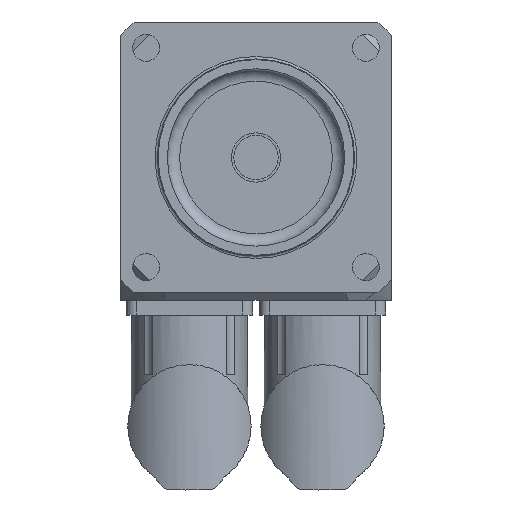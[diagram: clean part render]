
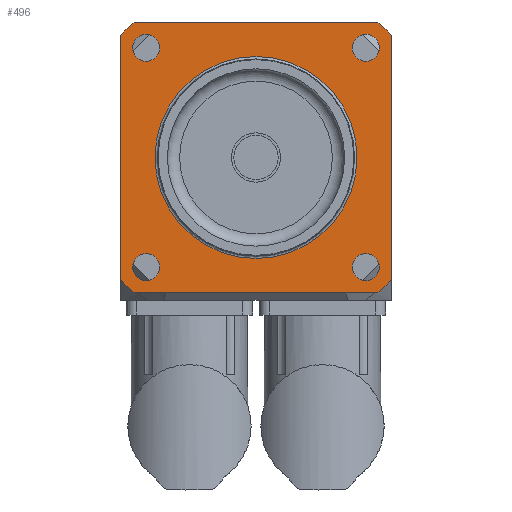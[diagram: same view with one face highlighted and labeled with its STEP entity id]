
A CAD part, front view. The second image highlights one B-rep face of the part: STEP entity #496.
In plain terms, the highlighted planar face has unit normal (0, -1, 0).
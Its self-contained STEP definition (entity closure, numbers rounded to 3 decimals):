
#107=FACE_BOUND('',#988,.T.);
#108=FACE_BOUND('',#989,.T.);
#109=FACE_BOUND('',#990,.T.);
#110=FACE_BOUND('',#991,.T.);
#111=FACE_BOUND('',#992,.T.);
#496=ADVANCED_FACE('',(#107,#108,#109,#110,#111,#776),#722,.T.);
#722=PLANE('',#4219);
#776=FACE_OUTER_BOUND('',#993,.T.);
#988=EDGE_LOOP('',(#1794));
#989=EDGE_LOOP('',(#1795));
#990=EDGE_LOOP('',(#1796));
#991=EDGE_LOOP('',(#1797));
#992=EDGE_LOOP('',(#1798));
#993=EDGE_LOOP('',(#1799,#1800,#1801,#1802,#1803,#1804,#1805,#1806));
#1260=LINE('',#5841,#1494);
#1274=LINE('',#5879,#1508);
#1282=LINE('',#5895,#1516);
#1292=LINE('',#5916,#1526);
#1494=VECTOR('',#4676,1.);
#1508=VECTOR('',#4692,1.);
#1516=VECTOR('',#4702,1.);
#1526=VECTOR('',#4714,1.);
#1794=ORIENTED_EDGE('',*,*,#3425,.T.);
#1795=ORIENTED_EDGE('',*,*,#3426,.T.);
#1796=ORIENTED_EDGE('',*,*,#3427,.T.);
#1797=ORIENTED_EDGE('',*,*,#3428,.T.);
#1798=ORIENTED_EDGE('',*,*,#3429,.T.);
#1799=ORIENTED_EDGE('',*,*,#3422,.T.);
#1800=ORIENTED_EDGE('',*,*,#3396,.T.);
#1801=ORIENTED_EDGE('',*,*,#3420,.T.);
#1802=ORIENTED_EDGE('',*,*,#3406,.T.);
#1803=ORIENTED_EDGE('',*,*,#3418,.T.);
#1804=ORIENTED_EDGE('',*,*,#3372,.T.);
#1805=ORIENTED_EDGE('',*,*,#3424,.T.);
#1806=ORIENTED_EDGE('',*,*,#3388,.F.);
#2954=VERTEX_POINT('',#5840);
#2955=VERTEX_POINT('',#5842);
#2969=VERTEX_POINT('',#5878);
#2970=VERTEX_POINT('',#5880);
#2976=VERTEX_POINT('',#5894);
#2977=VERTEX_POINT('',#5896);
#2986=VERTEX_POINT('',#5915);
#2987=VERTEX_POINT('',#5917);
#2997=VERTEX_POINT('',#5957);
#2998=VERTEX_POINT('',#5959);
#2999=VERTEX_POINT('',#5961);
#3000=VERTEX_POINT('',#5963);
#3001=VERTEX_POINT('',#5965);
#3372=EDGE_CURVE('',#2955,#2954,#1260,.T.);
#3388=EDGE_CURVE('',#2969,#2970,#1274,.T.);
#3396=EDGE_CURVE('',#2977,#2976,#1282,.T.);
#3406=EDGE_CURVE('',#2987,#2986,#1292,.T.);
#3418=EDGE_CURVE('',#2986,#2955,#3972,.T.);
#3420=EDGE_CURVE('',#2976,#2987,#3974,.T.);
#3422=EDGE_CURVE('',#2969,#2977,#3976,.T.);
#3424=EDGE_CURVE('',#2954,#2970,#3978,.T.);
#3425=EDGE_CURVE('',#2997,#2997,#3979,.T.);
#3426=EDGE_CURVE('',#2998,#2998,#3980,.T.);
#3427=EDGE_CURVE('',#2999,#2999,#3981,.T.);
#3428=EDGE_CURVE('',#3000,#3000,#3982,.T.);
#3429=EDGE_CURVE('',#3001,#3001,#3983,.T.);
#3972=CIRCLE('',#4203,37.);
#3974=CIRCLE('',#4206,37.);
#3976=CIRCLE('',#4209,37.);
#3978=CIRCLE('',#4212,37.);
#3979=CIRCLE('',#4214,2.75);
#3980=CIRCLE('',#4215,2.75);
#3981=CIRCLE('',#4216,2.75);
#3982=CIRCLE('',#4217,2.75);
#3983=CIRCLE('',#4218,20.5);
#4203=AXIS2_PLACEMENT_3D('',#5945,#4727,#4728);
#4206=AXIS2_PLACEMENT_3D('',#5948,#4733,#4734);
#4209=AXIS2_PLACEMENT_3D('',#5951,#4739,#4740);
#4212=AXIS2_PLACEMENT_3D('',#5954,#4745,#4746);
#4214=AXIS2_PLACEMENT_3D('',#5956,#4749,#4750);
#4215=AXIS2_PLACEMENT_3D('',#5958,#4751,#4752);
#4216=AXIS2_PLACEMENT_3D('',#5960,#4753,#4754);
#4217=AXIS2_PLACEMENT_3D('',#5962,#4755,#4756);
#4218=AXIS2_PLACEMENT_3D('',#5964,#4757,#4758);
#4219=AXIS2_PLACEMENT_3D('',#5966,#4759,#4760);
#4676=DIRECTION('',(-1.,0.,0.));
#4692=DIRECTION('',(0.,0.,1.));
#4702=DIRECTION('',(1.,0.,0.));
#4714=DIRECTION('',(0.,0.,1.));
#4727=DIRECTION('',(0.,-1.,0.));
#4728=DIRECTION('',(-1.,0.,0.));
#4733=DIRECTION('',(0.,-1.,0.));
#4734=DIRECTION('',(-1.,0.,0.));
#4739=DIRECTION('',(0.,-1.,0.));
#4740=DIRECTION('',(-1.,0.,0.));
#4745=DIRECTION('',(0.,-1.,0.));
#4746=DIRECTION('',(-1.,0.,0.));
#4749=DIRECTION('',(0.,1.,0.));
#4750=DIRECTION('',(-1.,0.,0.));
#4751=DIRECTION('',(0.,1.,0.));
#4752=DIRECTION('',(0.,0.,-1.));
#4753=DIRECTION('',(0.,1.,0.));
#4754=DIRECTION('',(1.,0.,0.));
#4755=DIRECTION('',(0.,1.,0.));
#4756=DIRECTION('',(0.,0.,1.));
#4757=DIRECTION('',(0.,1.,0.));
#4758=DIRECTION('',(0.,0.,-1.));
#4759=DIRECTION('',(0.,-1.,0.));
#4760=DIRECTION('',(0.,0.,-1.));
#5840=CARTESIAN_POINT('',(-32.254,-0.5,20.));
#5841=CARTESIAN_POINT('',(-7.5,-0.5,20.));
#5842=CARTESIAN_POINT('',(17.254,-0.5,20.));
#5878=CARTESIAN_POINT('',(-35.,-0.5,-32.254));
#5879=CARTESIAN_POINT('',(-35.,-0.5,-35.));
#5880=CARTESIAN_POINT('',(-35.,-0.5,17.254));
#5894=CARTESIAN_POINT('',(17.254,-0.5,-35.));
#5895=CARTESIAN_POINT('',(-7.5,-0.5,-35.));
#5896=CARTESIAN_POINT('',(-32.254,-0.5,-35.));
#5915=CARTESIAN_POINT('',(20.,-0.5,17.254));
#5916=CARTESIAN_POINT('',(20.,-0.5,-35.));
#5917=CARTESIAN_POINT('',(20.,-0.5,-32.254));
#5945=CARTESIAN_POINT('',(-7.5,-0.5,-7.5));
#5948=CARTESIAN_POINT('',(-7.5,-0.5,-7.5));
#5951=CARTESIAN_POINT('',(-7.5,-0.5,-7.5));
#5954=CARTESIAN_POINT('',(-7.5,-0.5,-7.5));
#5956=CARTESIAN_POINT('',(-29.774,-0.5,-29.774));
#5957=CARTESIAN_POINT('',(-32.524,-0.5,-29.774));
#5958=CARTESIAN_POINT('',(14.774,-0.5,-29.774));
#5959=CARTESIAN_POINT('',(14.774,-0.5,-32.524));
#5960=CARTESIAN_POINT('',(14.774,-0.5,14.774));
#5961=CARTESIAN_POINT('',(17.524,-0.5,14.774));
#5962=CARTESIAN_POINT('',(-29.774,-0.5,14.774));
#5963=CARTESIAN_POINT('',(-29.774,-0.5,17.524));
#5964=CARTESIAN_POINT('',(-7.5,-0.5,-7.5));
#5965=CARTESIAN_POINT('',(-7.5,-0.5,-28.));
#5966=CARTESIAN_POINT('',(-7.5,-0.5,-35.));
